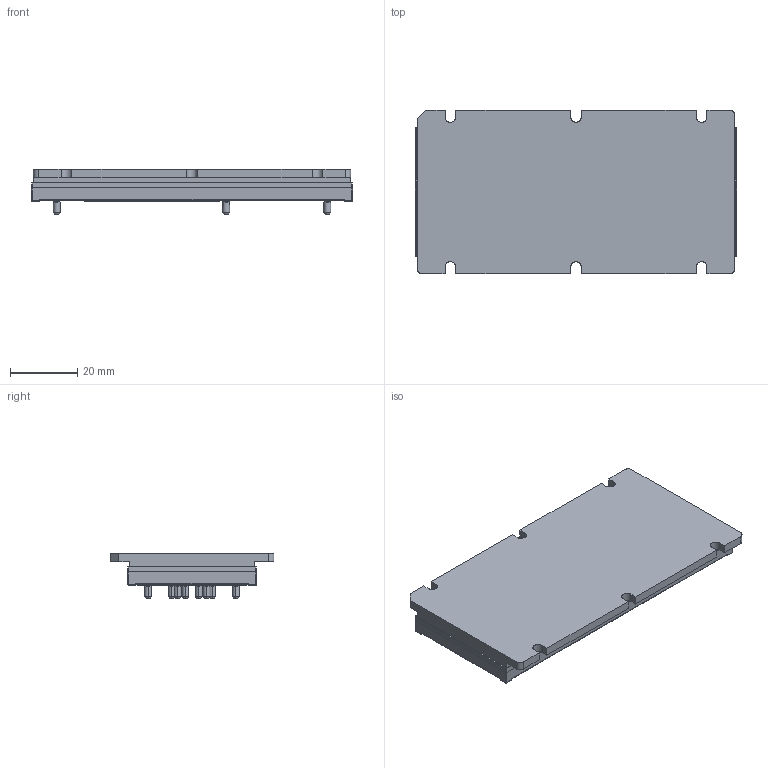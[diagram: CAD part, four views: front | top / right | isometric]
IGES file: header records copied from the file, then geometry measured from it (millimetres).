
Start section: SolidWorks IGES file using analytic representation for surfaces
Global section: file name: 38069.IGS; native system: SolidWorks 2012; preprocessor: SolidWorks 2012; author: kkamath; date: 121102.141844; units: inch
Bounding box: 95.27 x 48.6 x 13.54 mm (x, y, z)
Surface area: 27425.1 mm2 (no closed solid volume)
Topology: 0 solids, 0 shells, 1580 faces, 16929 edges, 16925 vertices
Faces by surface type: bspline 1219, revolution 361
